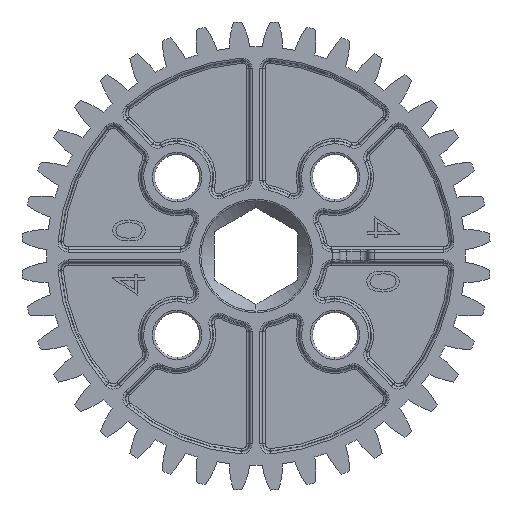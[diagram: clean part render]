
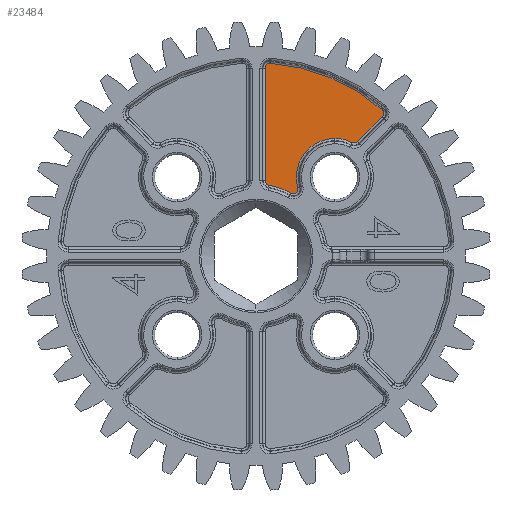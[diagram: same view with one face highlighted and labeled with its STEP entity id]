
A CAD part, left-side view. The second image highlights one B-rep face of the part: STEP entity #23484.
In plain terms, the highlighted planar face has unit normal (-1, 0, 0).
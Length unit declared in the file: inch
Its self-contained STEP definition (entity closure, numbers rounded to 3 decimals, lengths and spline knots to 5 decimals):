
#933 = EDGE_CURVE ( 'NONE', #15757, #15824, #2765, .T. ) ;
#1230 = VECTOR ( 'NONE', #19511, 39.37008 ) ;
#1322 = DIRECTION ( 'NONE',  ( -1., 0., 0. ) ) ;
#1491 = CARTESIAN_POINT ( 'NONE',  ( -0.03125, 0., 0. ) ) ;
#1633 = CARTESIAN_POINT ( 'NONE',  ( -0.03125, -0.43941, 0.5278 ) ) ;
#1657 = EDGE_CURVE ( 'NONE', #22927, #12862, #18397, .T. ) ;
#1758 = ORIENTED_EDGE ( 'NONE', *, *, #6473, .T. ) ;
#1815 = ORIENTED_EDGE ( 'NONE', *, *, #933, .T. ) ;
#2258 = VERTEX_POINT ( 'NONE', #16509 ) ;
#2368 = EDGE_CURVE ( 'NONE', #10741, #2258, #9519, .T. ) ;
#2586 = CARTESIAN_POINT ( 'NONE',  ( -0.03125, -0.04108, 0.84193 ) ) ;
#2765 = CIRCLE ( 'NONE', #25625, 0.02142 ) ;
#2878 = LINE ( 'NONE', #19826, #1230 ) ;
#2897 = CARTESIAN_POINT ( 'NONE',  ( -0.03125, -0.04108, 0.33802 ) ) ;
#3617 = AXIS2_PLACEMENT_3D ( 'NONE', #1633, #25110, #29925 ) ;
#3651 = AXIS2_PLACEMENT_3D ( 'NONE', #25980, #4670, #21000 ) ;
#3674 = DIRECTION ( 'NONE',  ( 0., 0., 1. ) ) ;
#3791 = FACE_OUTER_BOUND ( 'NONE', #19903, .T. ) ;
#4435 = EDGE_CURVE ( 'NONE', #12862, #19417, #2878, .T. ) ;
#4670 = DIRECTION ( 'NONE',  ( 1., 0., 0. ) ) ;
#5000 = AXIS2_PLACEMENT_3D ( 'NONE', #12186, #26062, #23403 ) ;
#5070 = ORIENTED_EDGE ( 'NONE', *, *, #28774, .T. ) ;
#5190 = DIRECTION ( 'NONE',  ( 0., 0., 1. ) ) ;
#5267 = DIRECTION ( 'NONE',  ( 0., 0., 1. ) ) ;
#5304 = ORIENTED_EDGE ( 'NONE', *, *, #18376, .T. ) ;
#5686 = CARTESIAN_POINT ( 'NONE',  ( -0.03125, -0.35355, 0.52638 ) ) ;
#5851 = LINE ( 'NONE', #27022, #15657 ) ;
#6473 = EDGE_CURVE ( 'NONE', #12229, #15757, #8143, .T. ) ;
#6567 = DIRECTION ( 'NONE',  ( -1., 0., 0. ) ) ;
#6646 = ORIENTED_EDGE ( 'NONE', *, *, #26981, .T. ) ;
#7146 = DIRECTION ( 'NONE',  ( 1., 0., 0. ) ) ;
#7717 = ORIENTED_EDGE ( 'NONE', *, *, #29907, .T. ) ;
#8143 = CIRCLE ( 'NONE', #23546, 0.32233 ) ;
#8468 = AXIS2_PLACEMENT_3D ( 'NONE', #12200, #21697, #12343 ) ;
#8879 = DIRECTION ( 'NONE',  ( 0., 0., 1. ) ) ;
#9296 = CARTESIAN_POINT ( 'NONE',  ( -0.03125, -0.0625, 0.84193 ) ) ;
#9519 = CIRCLE ( 'NONE', #15475, 0.86567 ) ;
#10152 = CARTESIAN_POINT ( 'NONE',  ( -0.03125, -0.56513, 0.65576 ) ) ;
#10543 = AXIS2_PLACEMENT_3D ( 'NONE', #26273, #7146, #5267 ) ;
#10741 = VERTEX_POINT ( 'NONE', #10152 ) ;
#11162 = AXIS2_PLACEMENT_3D ( 'NONE', #28473, #25685, #8879 ) ;
#11573 = CIRCLE ( 'NONE', #3651, 0.17283 ) ;
#11674 = CIRCLE ( 'NONE', #11162, 0.02142 ) ;
#12170 = CARTESIAN_POINT ( 'NONE',  ( -0.03125, -0.0586, 0.31695 ) ) ;
#12186 = CARTESIAN_POINT ( 'NONE',  ( -0.03125, -0.0625, 0.84193 ) ) ;
#12200 = CARTESIAN_POINT ( 'NONE',  ( -0.03125, -0.55114, 0.63953 ) ) ;
#12229 = VERTEX_POINT ( 'NONE', #12170 ) ;
#12343 = DIRECTION ( 'NONE',  ( 0., 0., 1. ) ) ;
#12862 = VERTEX_POINT ( 'NONE', #2586 ) ;
#12883 = VERTEX_POINT ( 'NONE', #5686 ) ;
#13152 = DIRECTION ( 'NONE',  ( 0., -0.707, 0.707 ) ) ;
#13473 = AXIS2_PLACEMENT_3D ( 'NONE', #9296, #18153, #5190 ) ;
#13628 = ORIENTED_EDGE ( 'NONE', *, *, #27802, .T. ) ;
#13831 = CARTESIAN_POINT ( 'NONE',  ( -0.03125, 0., 0. ) ) ;
#14188 = CARTESIAN_POINT ( 'NONE',  ( -0.03125, -0.45456, 0.51265 ) ) ;
#14987 = ORIENTED_EDGE ( 'NONE', *, *, #20609, .T. ) ;
#15019 = CIRCLE ( 'NONE', #3617, 0.02142 ) ;
#15036 = CARTESIAN_POINT ( 'NONE',  ( -0.03125, -0.0625, 0.86336 ) ) ;
#15475 = AXIS2_PLACEMENT_3D ( 'NONE', #13831, #15995, #23171 ) ;
#15657 = VECTOR ( 'NONE', #13152, 39.37008 ) ;
#15757 = VERTEX_POINT ( 'NONE', #26905 ) ;
#15824 = VERTEX_POINT ( 'NONE', #24403 ) ;
#15995 = DIRECTION ( 'NONE',  ( -1., 0., 0. ) ) ;
#16472 = CIRCLE ( 'NONE', #10543, 0.17283 ) ;
#16509 = CARTESIAN_POINT ( 'NONE',  ( -0.03125, -0.06409, 0.8633 ) ) ;
#17925 = CIRCLE ( 'NONE', #13473, 0.02142 ) ;
#18016 = ORIENTED_EDGE ( 'NONE', *, *, #30424, .T. ) ;
#18153 = DIRECTION ( 'NONE',  ( -1., 0., 0. ) ) ;
#18213 = PLANE ( 'NONE',  #21284 ) ;
#18376 = EDGE_CURVE ( 'NONE', #2258, #22927, #17925, .T. ) ;
#18397 = CIRCLE ( 'NONE', #5000, 0.02142 ) ;
#18574 = VERTEX_POINT ( 'NONE', #14188 ) ;
#18923 = ORIENTED_EDGE ( 'NONE', *, *, #4435, .T. ) ;
#19417 = VERTEX_POINT ( 'NONE', #2897 ) ;
#19511 = DIRECTION ( 'NONE',  ( 0., 0., -1. ) ) ;
#19826 = CARTESIAN_POINT ( 'NONE',  ( -0.03125, -0.04108, 0. ) ) ;
#19903 = EDGE_LOOP ( 'NONE', ( #30170, #5304, #19939, #18923, #7717, #1758, #1815, #5070, #13628, #14987, #18016, #6646 ) ) ;
#19939 = ORIENTED_EDGE ( 'NONE', *, *, #1657, .T. ) ;
#20423 = DIRECTION ( 'NONE',  ( 0., 0., 1. ) ) ;
#20609 = EDGE_CURVE ( 'NONE', #23479, #18574, #15019, .T. ) ;
#20649 = VERTEX_POINT ( 'NONE', #27905 ) ;
#21000 = DIRECTION ( 'NONE',  ( 0., 0., 1. ) ) ;
#21284 = AXIS2_PLACEMENT_3D ( 'NONE', #22750, #6567, #25705 ) ;
#21697 = DIRECTION ( 'NONE',  ( -1., 0., 0. ) ) ;
#21869 = CIRCLE ( 'NONE', #8468, 0.02142 ) ;
#22750 = CARTESIAN_POINT ( 'NONE',  ( -0.03125, 0., 0. ) ) ;
#22927 = VERTEX_POINT ( 'NONE', #15036 ) ;
#23171 = DIRECTION ( 'NONE',  ( 0., 0., 1. ) ) ;
#23403 = DIRECTION ( 'NONE',  ( 0., 0., 1. ) ) ;
#23479 = VERTEX_POINT ( 'NONE', #29748 ) ;
#23484 = ADVANCED_FACE ( 'NONE', ( #3791 ), #18213, .T. ) ;
#23546 = AXIS2_PLACEMENT_3D ( 'NONE', #1491, #24970, #3674 ) ;
#24403 = CARTESIAN_POINT ( 'NONE',  ( -0.03125, -0.18726, 0.30649 ) ) ;
#24970 = DIRECTION ( 'NONE',  ( 1., 0., 0. ) ) ;
#25110 = DIRECTION ( 'NONE',  ( -1., 0., 0. ) ) ;
#25625 = AXIS2_PLACEMENT_3D ( 'NONE', #29762, #1322, #20423 ) ;
#25685 = DIRECTION ( 'NONE',  ( -1., 0., 0. ) ) ;
#25705 = DIRECTION ( 'NONE',  ( 0., 0., 1. ) ) ;
#25980 = CARTESIAN_POINT ( 'NONE',  ( -0.03125, -0.35355, 0.35355 ) ) ;
#26062 = DIRECTION ( 'NONE',  ( -1., 0., 0. ) ) ;
#26273 = CARTESIAN_POINT ( 'NONE',  ( -0.03125, -0.35355, 0.35355 ) ) ;
#26905 = CARTESIAN_POINT ( 'NONE',  ( -0.03125, -0.15626, 0.28192 ) ) ;
#26981 = EDGE_CURVE ( 'NONE', #20649, #10741, #21869, .T. ) ;
#27022 = CARTESIAN_POINT ( 'NONE',  ( -0.03125, 0.02905, 0.02905 ) ) ;
#27802 = EDGE_CURVE ( 'NONE', #12883, #23479, #16472, .T. ) ;
#27905 = CARTESIAN_POINT ( 'NONE',  ( -0.03125, -0.56629, 0.62438 ) ) ;
#28473 = CARTESIAN_POINT ( 'NONE',  ( -0.03125, -0.0625, 0.33802 ) ) ;
#28774 = EDGE_CURVE ( 'NONE', #15824, #12883, #11573, .T. ) ;
#29748 = CARTESIAN_POINT ( 'NONE',  ( -0.03125, -0.42994, 0.50858 ) ) ;
#29762 = CARTESIAN_POINT ( 'NONE',  ( -0.03125, -0.16664, 0.30066 ) ) ;
#29907 = EDGE_CURVE ( 'NONE', #19417, #12229, #11674, .T. ) ;
#29925 = DIRECTION ( 'NONE',  ( 0., 0., 1. ) ) ;
#30170 = ORIENTED_EDGE ( 'NONE', *, *, #2368, .T. ) ;
#30424 = EDGE_CURVE ( 'NONE', #18574, #20649, #5851, .T. ) ;
